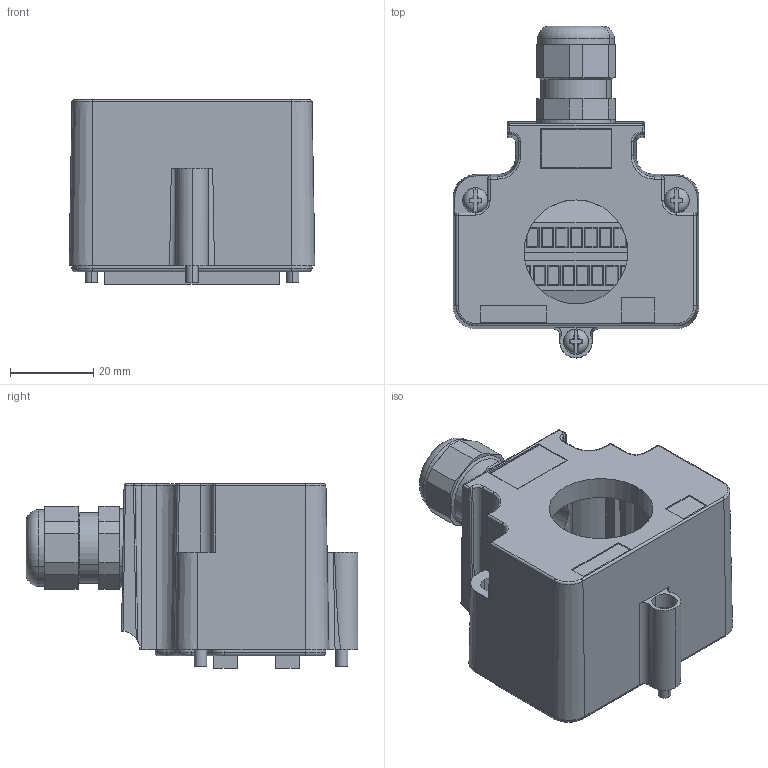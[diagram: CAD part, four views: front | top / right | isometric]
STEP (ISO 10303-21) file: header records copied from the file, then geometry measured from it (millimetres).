
FILE_DESCRIPTION(('CATIA V5 STEP Exchange','CAx-IF Rec.Pracs.--- Model Styling and Organization---1.5--- 2016-08-15','CAx-IF Rec.Pracs.---Supplemental Geometry---1.0---2011-11-01','CAx-IF Rec.Pracs.--- Composite Materials ---1.1---2010-07-15'),'2;1');
FILE_NAME ('019708-1_1', '2025-02-25T12:25:21+00:00', ('none'), ('Weidmueller'), 'CATIA Version 5-6 Release 2022 SP4 HF5', 'CATIA V5 STEP AP214 v3', 'none');
FILE_SCHEMA(('AUTOMOTIVE_DESIGN { 1 0 10303 214 1 1 1 1 }'));
Length unit declared in the file: millimetre
Products named in the file (1): 1724753000
Bounding box: 59.2 x 79.9 x 44.5 mm (x, y, z)
Volume: 62559 mm3; surface area: 31159.2 mm2
Topology: 1 solids, 14 shells, 876 faces, 2221 edges, 1412 vertices
Faces by surface type: plane 543, cylinder 227, torus 56, cone 38, bspline 8, sphere 4
Entity records: 25534 total; most frequent: CARTESIAN_POINT 5541, ORIENTED_EDGE 4426, DIRECTION 3208, EDGE_CURVE 2213, VERTEX_POINT 1412, VECTOR 1309, LINE 1309, AXIS2_PLACEMENT_3D 1260
